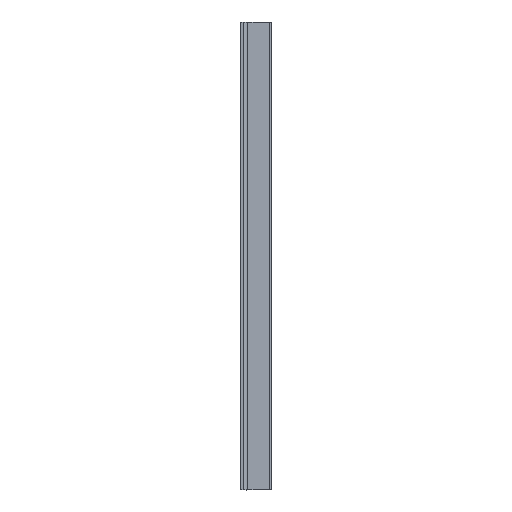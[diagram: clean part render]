
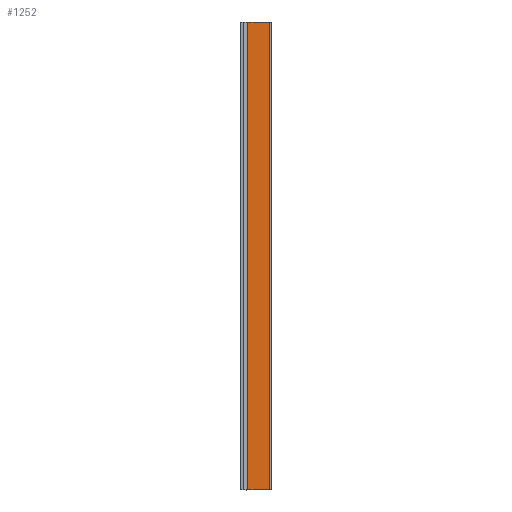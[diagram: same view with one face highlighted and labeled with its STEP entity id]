
A CAD part, front view. The second image highlights one B-rep face of the part: STEP entity #1252.
In plain terms, the highlighted planar face has unit normal (0, -1, 0).
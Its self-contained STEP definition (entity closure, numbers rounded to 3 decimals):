
#38 = CARTESIAN_POINT ( 'NONE',  ( 10., -3., 0. ) ) ;
#39 = CARTESIAN_POINT ( 'NONE',  ( -17.414, -3., 500. ) ) ;
#55 = VERTEX_POINT ( 'NONE', #1421 ) ;
#137 = CARTESIAN_POINT ( 'NONE',  ( -17.414, -3., 0. ) ) ;
#205 = EDGE_CURVE ( 'NONE', #1337, #55, #1439, .T. ) ;
#237 = DIRECTION ( 'NONE',  ( 0., 0., 1. ) ) ;
#266 = DIRECTION ( 'NONE',  ( 1., 0., 0. ) ) ;
#319 = LINE ( 'NONE', #39, #1365 ) ;
#329 = EDGE_CURVE ( 'NONE', #1409, #511, #319, .T. ) ;
#333 = AXIS2_PLACEMENT_3D ( 'NONE', #821, #931, #345 ) ;
#345 = DIRECTION ( 'NONE',  ( -1., 0., 0. ) ) ;
#437 = VECTOR ( 'NONE', #237, 1000. ) ;
#480 = CARTESIAN_POINT ( 'NONE',  ( -17.414, -3., 500. ) ) ;
#511 = VERTEX_POINT ( 'NONE', #533 ) ;
#533 = CARTESIAN_POINT ( 'NONE',  ( 10., -3., 500. ) ) ;
#701 = DIRECTION ( 'NONE',  ( -1., 0., 0. ) ) ;
#723 = CARTESIAN_POINT ( 'NONE',  ( -17.414, -3., 500. ) ) ;
#769 = EDGE_CURVE ( 'NONE', #511, #1337, #1083, .T. ) ;
#821 = CARTESIAN_POINT ( 'NONE',  ( -17.414, -3., 500. ) ) ;
#852 = LINE ( 'NONE', #480, #437 ) ;
#854 = VECTOR ( 'NONE', #1271, 1000. ) ;
#930 = EDGE_LOOP ( 'NONE', ( #1122, #1049, #1221, #1199 ) ) ;
#931 = DIRECTION ( 'NONE',  ( 0., 1., 0. ) ) ;
#1029 = PLANE ( 'NONE',  #333 ) ;
#1049 = ORIENTED_EDGE ( 'NONE', *, *, #329, .F. ) ;
#1083 = LINE ( 'NONE', #1159, #854 ) ;
#1122 = ORIENTED_EDGE ( 'NONE', *, *, #769, .F. ) ;
#1159 = CARTESIAN_POINT ( 'NONE',  ( 10., -3., 500. ) ) ;
#1199 = ORIENTED_EDGE ( 'NONE', *, *, #205, .F. ) ;
#1210 = FACE_OUTER_BOUND ( 'NONE', #930, .T. ) ;
#1221 = ORIENTED_EDGE ( 'NONE', *, *, #1312, .F. ) ;
#1252 = ADVANCED_FACE ( 'NONE', ( #1210 ), #1029, .F. ) ;
#1271 = DIRECTION ( 'NONE',  ( 0., 0., -1. ) ) ;
#1312 = EDGE_CURVE ( 'NONE', #55, #1409, #852, .T. ) ;
#1337 = VERTEX_POINT ( 'NONE', #38 ) ;
#1347 = VECTOR ( 'NONE', #701, 1000. ) ;
#1365 = VECTOR ( 'NONE', #266, 1000. ) ;
#1409 = VERTEX_POINT ( 'NONE', #723 ) ;
#1421 = CARTESIAN_POINT ( 'NONE',  ( -17.414, -3., 0. ) ) ;
#1439 = LINE ( 'NONE', #137, #1347 ) ;
